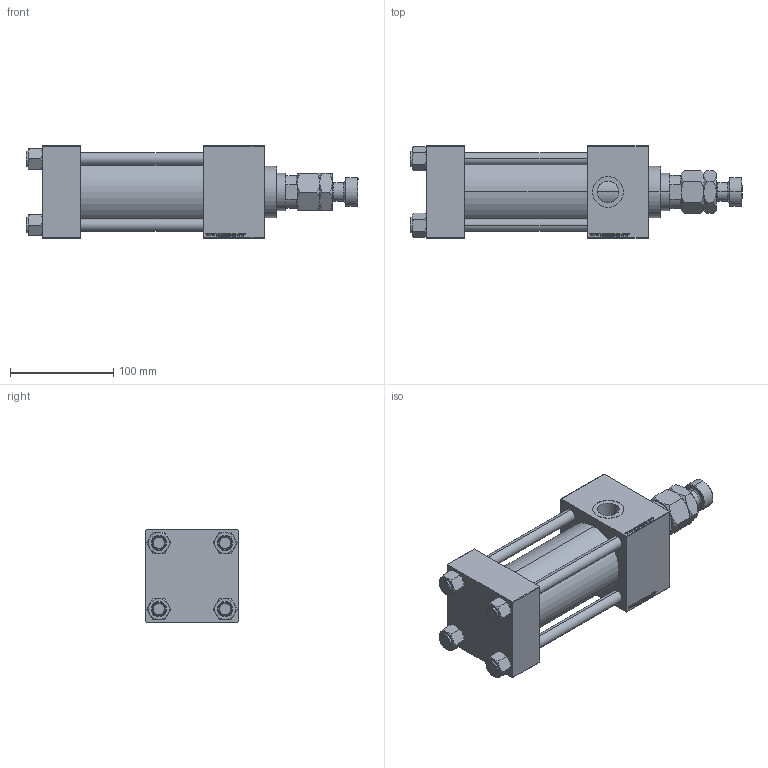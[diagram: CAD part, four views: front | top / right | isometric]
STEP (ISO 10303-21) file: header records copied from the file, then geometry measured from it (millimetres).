
FILE_DESCRIPTION (( 'STEP AP203' ), '1' );
FILE_NAME ('f0d1.STEP', '2023-03-15T09:04:59', ( '' ), ( '' ), 'SwSTEP 2.0', 'SolidWorks 2019', '' );
FILE_SCHEMA (( 'CONFIG_CONTROL_DESIGN' ));
Length unit declared in the file: millimetre
Products named in the file (7): MFA 9d4aa4ead1331fec74401fcbaef44daf; V215CD_VCP_C 9d4aa4ead1331fec74401fcbaef44daf; NUT_M5_V215CD_C 9d4aa4ead1331fec74401fcbaef44daf; V215CD_C_TYCINKA 9d4aa4ead1331fec74401fcbaef44daf; f0d1; V215CD_VC_C 9d4aa4ead1331fec74401fcbaef44daf; V215CD_Body_C 9d4aa4ead1331fec74401fcbaef44daf
Assembly tree (12 placements, depth 2):
  f0d1
    V215CD_Body_C 9d4aa4ead1331fec74401fcbaef44daf
    V215CD_VC_C 9d4aa4ead1331fec74401fcbaef44daf
    V215CD_VCP_C 9d4aa4ead1331fec74401fcbaef44daf
    V215CD_C_TYCINKA 9d4aa4ead1331fec74401fcbaef44daf  x4
    NUT_M5_V215CD_C 9d4aa4ead1331fec74401fcbaef44daf  x4
    MFA 9d4aa4ead1331fec74401fcbaef44daf
Bounding box: 322 x 90 x 90 mm (x, y, z)
Volume: 1142093.6 mm3; surface area: 233749.6 mm2
Topology: 12 solids, 12 shells, 1201 faces, 2982 edges, 1923 vertices
Faces by surface type: plane 542, bspline 392, cone 164, cylinder 91, torus 12
Entity records: 51949 total; most frequent: CARTESIAN_POINT 27716, ORIENTED_EDGE 5456, DIRECTION 3506, EDGE_CURVE 2728, VERTEX_POINT 1779, LINE 1612, VECTOR 1612, EDGE_LOOP 1211
